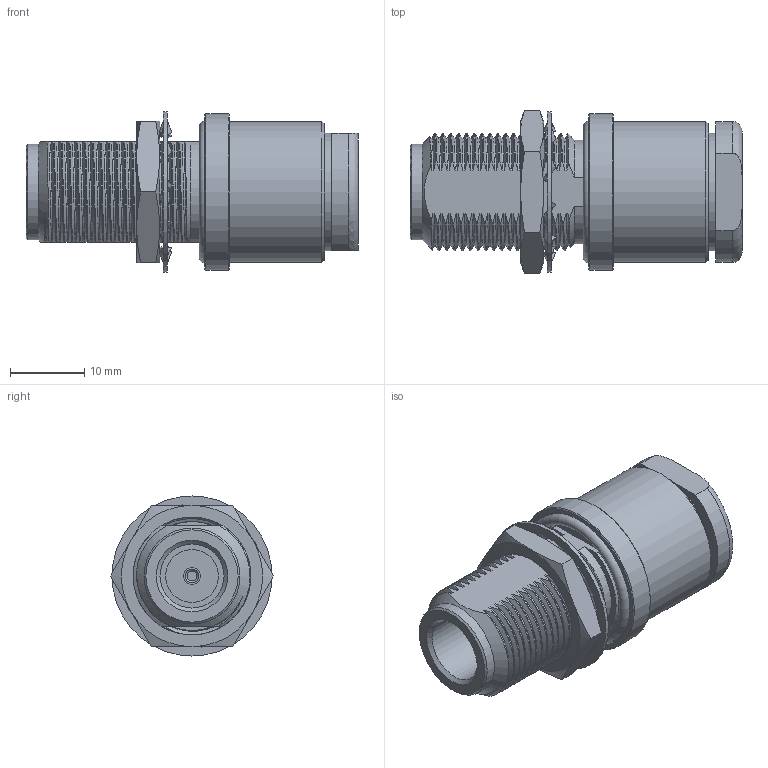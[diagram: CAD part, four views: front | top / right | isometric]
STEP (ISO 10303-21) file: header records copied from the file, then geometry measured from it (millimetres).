
FILE_DESCRIPTION (( 'STEP AP203' ), '1' );
FILE_NAME ('PE4223_3D.step', '2021-02-18T15:27:12', ( '' ), ( '' ), 'SwSTEP 2.0', 'SolidWorks 2018', '' );
FILE_SCHEMA (( 'CONFIG_CONTROL_DESIGN' ));
Length unit declared in the file: inch
Products named in the file (1): PE4223_3D
Bounding box: 44.77 x 22 x 21.59 mm (x, y, z)
Volume: 8280.5 mm3; surface area: 5788 mm2
Topology: 4 solids, 4 shells, 309 faces, 898 edges, 603 vertices
Faces by surface type: bspline 157, cylinder 70, plane 52, cone 27, torus 3
Full cylindrical faces by diameter (mm): 1.27 x1, 2.286 x1, 7.112 x1, 8.636 x1, 11.3 x1, 12.94 x1, 15.875 x1, 15.892 x1, 19 x1, 19.625 x1, 21.082 x1, 21.59 x1
Entity records: 89823 total; most frequent: CARTESIAN_POINT 83590, ORIENTED_EDGE 1746, EDGE_CURVE 873, DIRECTION 691, VERTEX_POINT 598, B_SPLINE_CURVE_WITH_KNOTS 360, EDGE_LOOP 339, FACE_OUTER_BOUND 320
